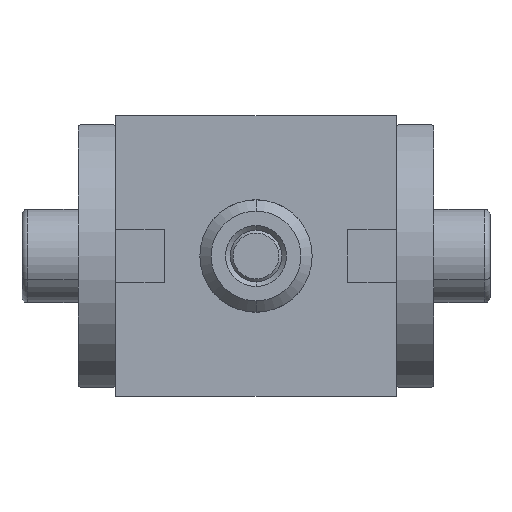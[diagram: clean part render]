
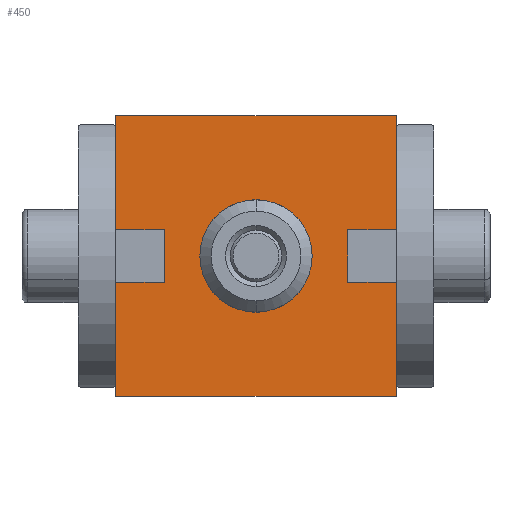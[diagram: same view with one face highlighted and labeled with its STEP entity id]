
A CAD part, front view. The second image highlights one B-rep face of the part: STEP entity #450.
In plain terms, the highlighted planar face has unit normal (0, -1, 0).
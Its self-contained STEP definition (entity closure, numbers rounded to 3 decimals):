
#9 = DIRECTION ( 'NONE',  ( 0., 0., -1. ) ) ;
#98 = FACE_BOUND ( 'NONE', #2349, .T. ) ;
#130 = VECTOR ( 'NONE', #3919, 1000. ) ;
#214 = EDGE_CURVE ( 'NONE', #871, #2603, #4387, .T. ) ;
#255 = LINE ( 'NONE', #2513, #130 ) ;
#323 = EDGE_LOOP ( 'NONE', ( #3747, #2821, #4675, #854, #5356, #1599, #5121, #5832, #2101, #5854, #2118, #2450 ) ) ;
#364 = CARTESIAN_POINT ( 'NONE',  ( -2.8, -7.5, 5.2 ) ) ;
#386 = CARTESIAN_POINT ( 'NONE',  ( -15., -7.5, 0. ) ) ;
#430 = VERTEX_POINT ( 'NONE', #3489 ) ;
#450 = ADVANCED_FACE ( 'NONE', ( #98, #2673 ), #3738, .F. ) ;
#490 = LINE ( 'NONE', #4200, #2138 ) ;
#699 = CARTESIAN_POINT ( 'NONE',  ( 0., -7.5, 15. ) ) ;
#754 = CIRCLE ( 'NONE', #4079, 3.325 ) ;
#830 = CARTESIAN_POINT ( 'NONE',  ( -2.8, -7.5, 24.8 ) ) ;
#854 = ORIENTED_EDGE ( 'NONE', *, *, #2584, .T. ) ;
#871 = VERTEX_POINT ( 'NONE', #2705 ) ;
#946 = CARTESIAN_POINT ( 'NONE',  ( -2.8, -7.5, 30. ) ) ;
#952 = AXIS2_PLACEMENT_3D ( 'NONE', #3220, #3632, #5378 ) ;
#1041 = DIRECTION ( 'NONE',  ( 0., 0., -1. ) ) ;
#1071 = LINE ( 'NONE', #5245, #2297 ) ;
#1152 = LINE ( 'NONE', #4860, #1466 ) ;
#1259 = EDGE_CURVE ( 'NONE', #2603, #1587, #1071, .T. ) ;
#1368 = CARTESIAN_POINT ( 'NONE',  ( -2.8, -7.5, 24.8 ) ) ;
#1456 = LINE ( 'NONE', #6770, #6626 ) ;
#1466 = VECTOR ( 'NONE', #5393, 1000. ) ;
#1499 = CARTESIAN_POINT ( 'NONE',  ( 0., -7.5, 15. ) ) ;
#1513 = DIRECTION ( 'NONE',  ( 1., 0., 0. ) ) ;
#1587 = VERTEX_POINT ( 'NONE', #4605 ) ;
#1599 = ORIENTED_EDGE ( 'NONE', *, *, #4241, .F. ) ;
#1616 = VERTEX_POINT ( 'NONE', #3558 ) ;
#1638 = CARTESIAN_POINT ( 'NONE',  ( 2.8, -7.5, 5.2 ) ) ;
#1925 = VERTEX_POINT ( 'NONE', #1368 ) ;
#1954 = LINE ( 'NONE', #830, #5112 ) ;
#1979 = DIRECTION ( 'NONE',  ( 0., -1., 0. ) ) ;
#2101 = ORIENTED_EDGE ( 'NONE', *, *, #5947, .F. ) ;
#2118 = ORIENTED_EDGE ( 'NONE', *, *, #214, .T. ) ;
#2120 = CARTESIAN_POINT ( 'NONE',  ( 0., -7.5, 18.325 ) ) ;
#2138 = VECTOR ( 'NONE', #9, 1000. ) ;
#2297 = VECTOR ( 'NONE', #2607, 1000. ) ;
#2349 = EDGE_LOOP ( 'NONE', ( #6297, #4483 ) ) ;
#2392 = EDGE_CURVE ( 'NONE', #5166, #5920, #1152, .T. ) ;
#2450 = ORIENTED_EDGE ( 'NONE', *, *, #1259, .T. ) ;
#2513 = CARTESIAN_POINT ( 'NONE',  ( -15., -7.5, 30. ) ) ;
#2584 = EDGE_CURVE ( 'NONE', #6138, #5000, #3090, .T. ) ;
#2603 = VERTEX_POINT ( 'NONE', #6816 ) ;
#2607 = DIRECTION ( 'NONE',  ( 1., 0., 0. ) ) ;
#2618 = VERTEX_POINT ( 'NONE', #6325 ) ;
#2673 = FACE_OUTER_BOUND ( 'NONE', #323, .T. ) ;
#2705 = CARTESIAN_POINT ( 'NONE',  ( -15., -7.5, 30. ) ) ;
#2821 = ORIENTED_EDGE ( 'NONE', *, *, #3012, .F. ) ;
#2952 = VECTOR ( 'NONE', #4619, 1000. ) ;
#3012 = EDGE_CURVE ( 'NONE', #3141, #1616, #1456, .T. ) ;
#3026 = CARTESIAN_POINT ( 'NONE',  ( 2.8, -7.5, 0. ) ) ;
#3090 = LINE ( 'NONE', #386, #2952 ) ;
#3141 = VERTEX_POINT ( 'NONE', #1638 ) ;
#3214 = VECTOR ( 'NONE', #5828, 1000. ) ;
#3220 = CARTESIAN_POINT ( 'NONE',  ( -15., -7.5, 30. ) ) ;
#3489 = CARTESIAN_POINT ( 'NONE',  ( 0., -7.5, 11.675 ) ) ;
#3558 = CARTESIAN_POINT ( 'NONE',  ( -2.8, -7.5, 5.2 ) ) ;
#3603 = CARTESIAN_POINT ( 'NONE',  ( 15., -7.5, 0. ) ) ;
#3632 = DIRECTION ( 'NONE',  ( 0., 1., 0. ) ) ;
#3692 = LINE ( 'NONE', #6438, #3214 ) ;
#3738 = PLANE ( 'NONE',  #952 ) ;
#3747 = ORIENTED_EDGE ( 'NONE', *, *, #5840, .F. ) ;
#3859 = EDGE_CURVE ( 'NONE', #430, #5583, #4093, .T. ) ;
#3860 = DIRECTION ( 'NONE',  ( 0., 0., -1. ) ) ;
#3919 = DIRECTION ( 'NONE',  ( 1., 0., 0. ) ) ;
#3974 = VECTOR ( 'NONE', #6375, 1000. ) ;
#3986 = DIRECTION ( 'NONE',  ( 1., 0., 0. ) ) ;
#4079 = AXIS2_PLACEMENT_3D ( 'NONE', #1499, #1979, #1041 ) ;
#4082 = VERTEX_POINT ( 'NONE', #946 ) ;
#4093 = CIRCLE ( 'NONE', #6435, 3.325 ) ;
#4200 = CARTESIAN_POINT ( 'NONE',  ( 15., -7.5, 30. ) ) ;
#4241 = EDGE_CURVE ( 'NONE', #5920, #2618, #6267, .T. ) ;
#4387 = LINE ( 'NONE', #5967, #6246 ) ;
#4483 = ORIENTED_EDGE ( 'NONE', *, *, #4997, .F. ) ;
#4507 = EDGE_CURVE ( 'NONE', #871, #4082, #255, .T. ) ;
#4540 = VECTOR ( 'NONE', #5730, 1000. ) ;
#4582 = EDGE_CURVE ( 'NONE', #2618, #5000, #490, .T. ) ;
#4605 = CARTESIAN_POINT ( 'NONE',  ( -2.8, -7.5, 0. ) ) ;
#4619 = DIRECTION ( 'NONE',  ( 1., 0., 0. ) ) ;
#4643 = CARTESIAN_POINT ( 'NONE',  ( 2.8, -7.5, 5.2 ) ) ;
#4675 = ORIENTED_EDGE ( 'NONE', *, *, #6480, .F. ) ;
#4790 = CARTESIAN_POINT ( 'NONE',  ( 2.8, -7.5, 24.8 ) ) ;
#4860 = CARTESIAN_POINT ( 'NONE',  ( 2.8, -7.5, 24.8 ) ) ;
#4997 = EDGE_CURVE ( 'NONE', #5583, #430, #754, .T. ) ;
#5000 = VERTEX_POINT ( 'NONE', #3603 ) ;
#5112 = VECTOR ( 'NONE', #3986, 1000. ) ;
#5121 = ORIENTED_EDGE ( 'NONE', *, *, #2392, .F. ) ;
#5166 = VERTEX_POINT ( 'NONE', #4790 ) ;
#5245 = CARTESIAN_POINT ( 'NONE',  ( -15., -7.5, 0. ) ) ;
#5356 = ORIENTED_EDGE ( 'NONE', *, *, #4582, .F. ) ;
#5378 = DIRECTION ( 'NONE',  ( 0., 0., 1. ) ) ;
#5393 = DIRECTION ( 'NONE',  ( 0., 0., 1. ) ) ;
#5583 = VERTEX_POINT ( 'NONE', #2120 ) ;
#5615 = LINE ( 'NONE', #4643, #4540 ) ;
#5730 = DIRECTION ( 'NONE',  ( 0., 0., 1. ) ) ;
#5793 = CARTESIAN_POINT ( 'NONE',  ( -15., -7.5, 30. ) ) ;
#5828 = DIRECTION ( 'NONE',  ( 0., 0., -1. ) ) ;
#5832 = ORIENTED_EDGE ( 'NONE', *, *, #6147, .F. ) ;
#5840 = EDGE_CURVE ( 'NONE', #1616, #1587, #6650, .T. ) ;
#5854 = ORIENTED_EDGE ( 'NONE', *, *, #4507, .F. ) ;
#5900 = VECTOR ( 'NONE', #1513, 1000. ) ;
#5920 = VERTEX_POINT ( 'NONE', #6831 ) ;
#5947 = EDGE_CURVE ( 'NONE', #4082, #1925, #3692, .T. ) ;
#5967 = CARTESIAN_POINT ( 'NONE',  ( -15., -7.5, 30. ) ) ;
#6138 = VERTEX_POINT ( 'NONE', #3026 ) ;
#6147 = EDGE_CURVE ( 'NONE', #1925, #5166, #1954, .T. ) ;
#6208 = DIRECTION ( 'NONE',  ( -1., 0., 0. ) ) ;
#6246 = VECTOR ( 'NONE', #6515, 1000. ) ;
#6267 = LINE ( 'NONE', #5793, #5900 ) ;
#6297 = ORIENTED_EDGE ( 'NONE', *, *, #3859, .F. ) ;
#6325 = CARTESIAN_POINT ( 'NONE',  ( 15., -7.5, 30. ) ) ;
#6375 = DIRECTION ( 'NONE',  ( 0., 0., -1. ) ) ;
#6435 = AXIS2_PLACEMENT_3D ( 'NONE', #699, #6582, #3860 ) ;
#6438 = CARTESIAN_POINT ( 'NONE',  ( -2.8, -7.5, 24.8 ) ) ;
#6480 = EDGE_CURVE ( 'NONE', #6138, #3141, #5615, .T. ) ;
#6515 = DIRECTION ( 'NONE',  ( 0., 0., -1. ) ) ;
#6582 = DIRECTION ( 'NONE',  ( 0., -1., 0. ) ) ;
#6626 = VECTOR ( 'NONE', #6208, 1000. ) ;
#6650 = LINE ( 'NONE', #364, #3974 ) ;
#6770 = CARTESIAN_POINT ( 'NONE',  ( -2.8, -7.5, 5.2 ) ) ;
#6816 = CARTESIAN_POINT ( 'NONE',  ( -15., -7.5, 0. ) ) ;
#6831 = CARTESIAN_POINT ( 'NONE',  ( 2.8, -7.5, 30. ) ) ;
